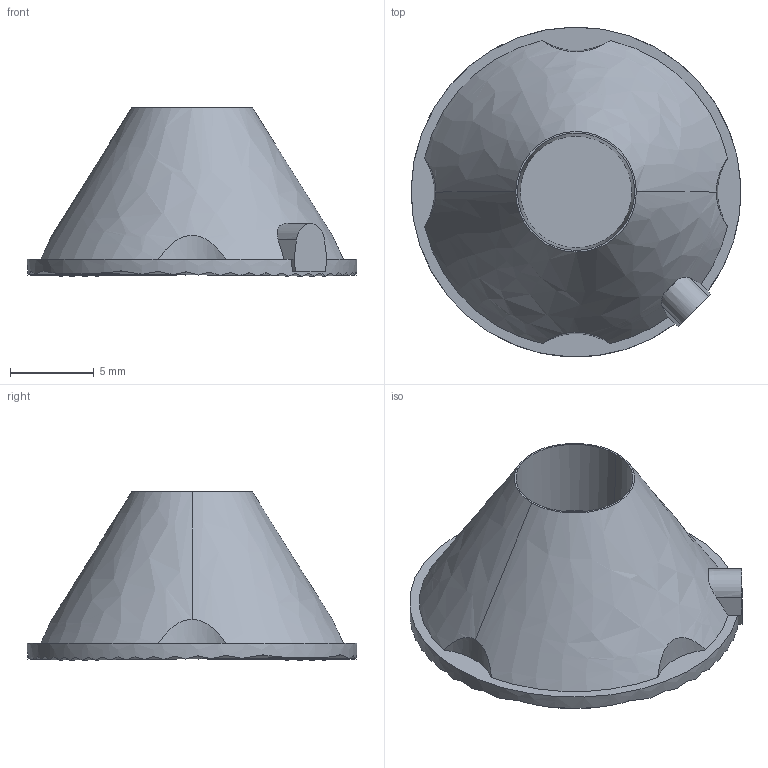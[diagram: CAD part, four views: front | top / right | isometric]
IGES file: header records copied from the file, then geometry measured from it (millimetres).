
Start section:  PTC IGES file: 10198_iss1_170806.igs
Global section: file name: 10198_iss1_170806.igs; native system: Pro/ENGINEER by Parametric Technology Corporation; preprocessor: 2008310; author: InverarityM; organization: Unknown; date: 20090427.134934; units: millimetre
Bounding box: 19.69 x 19.69 x 10.05 mm (x, y, z)
Volume: 1325.7 mm3; surface area: 992 mm2
Topology: 1 solids, 1 shells, 61 faces, 170 edges, 112 vertices
Faces by surface type: revolution 51, bspline 10
